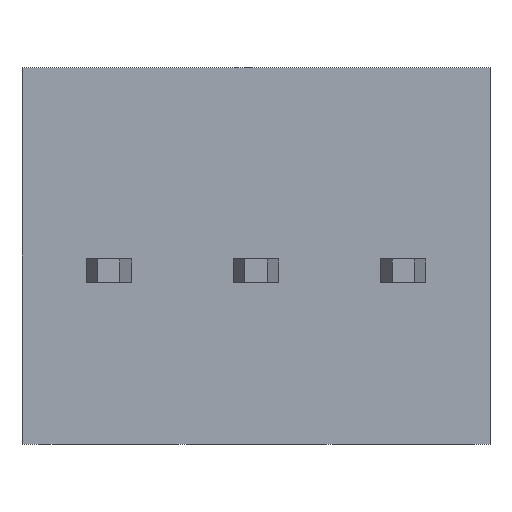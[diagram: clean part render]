
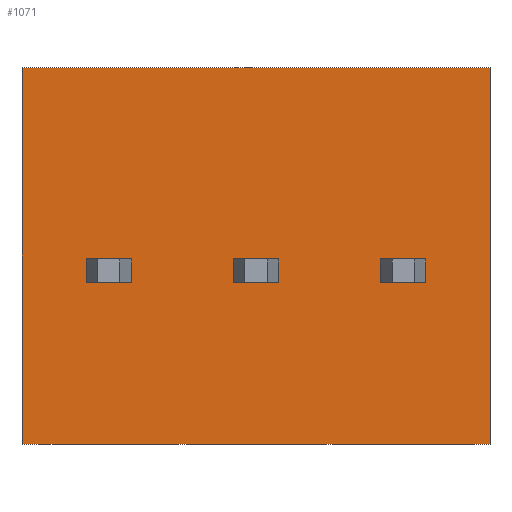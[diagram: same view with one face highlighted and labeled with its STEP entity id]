
A CAD part, front view. The second image highlights one B-rep face of the part: STEP entity #1071.
In plain terms, the highlighted planar face has unit normal (0, -1, 0).
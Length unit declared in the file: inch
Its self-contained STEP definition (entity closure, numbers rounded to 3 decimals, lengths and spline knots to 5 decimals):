
#10=DIRECTION('',(0.,0.,-1.));
#11=VECTOR('',#10,0.256);
#12=CARTESIAN_POINT('',(-0.159,0.,0.138));
#13=LINE('',#12,#11);
#92=DIRECTION('',(1.,0.,0.));
#93=VECTOR('',#92,0.318);
#94=CARTESIAN_POINT('',(-0.159,0.,-0.118));
#95=LINE('',#94,#93);
#144=DIRECTION('',(1.,0.,0.));
#145=VECTOR('',#144,0.318);
#146=CARTESIAN_POINT('',(-0.159,0.,0.138));
#147=LINE('',#146,#145);
#148=DIRECTION('',(1.,0.,0.));
#149=VECTOR('',#148,0.031);
#150=CARTESIAN_POINT('',(0.0845,0.,-0.008));
#151=LINE('',#150,#149);
#152=DIRECTION('',(0.,0.,1.));
#153=VECTOR('',#152,0.016);
#154=CARTESIAN_POINT('',(0.1155,0.,-0.008));
#155=LINE('',#154,#153);
#156=DIRECTION('',(1.,0.,0.));
#157=VECTOR('',#156,0.031);
#158=CARTESIAN_POINT('',(0.0845,0.,0.008));
#159=LINE('',#158,#157);
#160=DIRECTION('',(0.,0.,1.));
#161=VECTOR('',#160,0.016);
#162=CARTESIAN_POINT('',(0.0845,0.,-0.008));
#163=LINE('',#162,#161);
#164=DIRECTION('',(1.,0.,0.));
#165=VECTOR('',#164,0.031);
#166=CARTESIAN_POINT('',(-0.0155,0.,-0.008));
#167=LINE('',#166,#165);
#168=DIRECTION('',(0.,0.,1.));
#169=VECTOR('',#168,0.016);
#170=CARTESIAN_POINT('',(0.0155,0.,-0.008));
#171=LINE('',#170,#169);
#172=DIRECTION('',(1.,0.,0.));
#173=VECTOR('',#172,0.031);
#174=CARTESIAN_POINT('',(-0.0155,0.,0.008));
#175=LINE('',#174,#173);
#176=DIRECTION('',(0.,0.,1.));
#177=VECTOR('',#176,0.016);
#178=CARTESIAN_POINT('',(-0.0155,0.,-0.008));
#179=LINE('',#178,#177);
#180=DIRECTION('',(1.,0.,0.));
#181=VECTOR('',#180,0.031);
#182=CARTESIAN_POINT('',(-0.1155,0.,-0.008));
#183=LINE('',#182,#181);
#184=DIRECTION('',(0.,0.,1.));
#185=VECTOR('',#184,0.016);
#186=CARTESIAN_POINT('',(-0.0845,0.,-0.008));
#187=LINE('',#186,#185);
#188=DIRECTION('',(1.,0.,0.));
#189=VECTOR('',#188,0.031);
#190=CARTESIAN_POINT('',(-0.1155,0.,0.008));
#191=LINE('',#190,#189);
#192=DIRECTION('',(0.,0.,1.));
#193=VECTOR('',#192,0.016);
#194=CARTESIAN_POINT('',(-0.1155,0.,-0.008));
#195=LINE('',#194,#193);
#229=DIRECTION('',(0.,0.,-1.));
#230=VECTOR('',#229,0.256);
#231=CARTESIAN_POINT('',(0.159,0.,0.138));
#232=LINE('',#231,#230);
#655=CARTESIAN_POINT('',(-0.159,0.,0.138));
#656=CARTESIAN_POINT('',(-0.159,0.,-0.118));
#657=VERTEX_POINT('',#655);
#658=VERTEX_POINT('',#656);
#669=CARTESIAN_POINT('',(0.159,0.,0.138));
#670=CARTESIAN_POINT('',(0.159,0.,-0.118));
#671=VERTEX_POINT('',#669);
#672=VERTEX_POINT('',#670);
#727=CARTESIAN_POINT('',(0.0845,0.,-0.008));
#728=CARTESIAN_POINT('',(0.1155,0.,-0.008));
#729=VERTEX_POINT('',#727);
#730=VERTEX_POINT('',#728);
#731=CARTESIAN_POINT('',(0.0845,0.,0.008));
#732=CARTESIAN_POINT('',(0.1155,0.,0.008));
#733=VERTEX_POINT('',#731);
#734=VERTEX_POINT('',#732);
#735=CARTESIAN_POINT('',(-0.0155,0.,-0.008));
#736=CARTESIAN_POINT('',(0.0155,0.,-0.008));
#737=VERTEX_POINT('',#735);
#738=VERTEX_POINT('',#736);
#739=CARTESIAN_POINT('',(-0.0155,0.,0.008));
#740=CARTESIAN_POINT('',(0.0155,0.,0.008));
#741=VERTEX_POINT('',#739);
#742=VERTEX_POINT('',#740);
#807=CARTESIAN_POINT('',(-0.1155,0.,-0.008));
#808=CARTESIAN_POINT('',(-0.0845,0.,-0.008));
#809=VERTEX_POINT('',#807);
#810=VERTEX_POINT('',#808);
#811=CARTESIAN_POINT('',(-0.1155,0.,0.008));
#812=CARTESIAN_POINT('',(-0.0845,0.,0.008));
#813=VERTEX_POINT('',#811);
#814=VERTEX_POINT('',#812);
#1028=CARTESIAN_POINT('',(-0.159,0.,0.138));
#1029=DIRECTION('',(0.,-1.,0.));
#1030=DIRECTION('',(0.,0.,-1.));
#1031=AXIS2_PLACEMENT_3D('',#1028,#1029,#1030);
#1032=PLANE('',#1031);
#1033=ORIENTED_EDGE('',*,*,#864,.F.);
#1035=ORIENTED_EDGE('',*,*,#1034,.T.);
#1037=ORIENTED_EDGE('',*,*,#1036,.T.);
#1038=ORIENTED_EDGE('',*,*,#990,.F.);
#1039=EDGE_LOOP('',(#1033,#1035,#1037,#1038));
#1040=FACE_OUTER_BOUND('',#1039,.F.);
#1042=ORIENTED_EDGE('',*,*,#1041,.T.);
#1044=ORIENTED_EDGE('',*,*,#1043,.T.);
#1046=ORIENTED_EDGE('',*,*,#1045,.F.);
#1048=ORIENTED_EDGE('',*,*,#1047,.F.);
#1049=EDGE_LOOP('',(#1042,#1044,#1046,#1048));
#1050=FACE_BOUND('',#1049,.F.);
#1052=ORIENTED_EDGE('',*,*,#1051,.T.);
#1054=ORIENTED_EDGE('',*,*,#1053,.T.);
#1056=ORIENTED_EDGE('',*,*,#1055,.F.);
#1058=ORIENTED_EDGE('',*,*,#1057,.F.);
#1059=EDGE_LOOP('',(#1052,#1054,#1056,#1058));
#1060=FACE_BOUND('',#1059,.F.);
#1062=ORIENTED_EDGE('',*,*,#1061,.T.);
#1064=ORIENTED_EDGE('',*,*,#1063,.T.);
#1066=ORIENTED_EDGE('',*,*,#1065,.F.);
#1068=ORIENTED_EDGE('',*,*,#1067,.F.);
#1069=EDGE_LOOP('',(#1062,#1064,#1066,#1068));
#1070=FACE_BOUND('',#1069,.F.);
#1071=ADVANCED_FACE('',(#1040,#1050,#1060,#1070),#1032,.T.);
#864=EDGE_CURVE('',#657,#658,#13,.T.);
#990=EDGE_CURVE('',#658,#672,#95,.T.);
#1034=EDGE_CURVE('',#657,#671,#147,.T.);
#1036=EDGE_CURVE('',#671,#672,#232,.T.);
#1041=EDGE_CURVE('',#729,#730,#151,.T.);
#1043=EDGE_CURVE('',#730,#734,#155,.T.);
#1045=EDGE_CURVE('',#733,#734,#159,.T.);
#1047=EDGE_CURVE('',#729,#733,#163,.T.);
#1051=EDGE_CURVE('',#737,#738,#167,.T.);
#1053=EDGE_CURVE('',#738,#742,#171,.T.);
#1055=EDGE_CURVE('',#741,#742,#175,.T.);
#1057=EDGE_CURVE('',#737,#741,#179,.T.);
#1061=EDGE_CURVE('',#809,#810,#183,.T.);
#1063=EDGE_CURVE('',#810,#814,#187,.T.);
#1065=EDGE_CURVE('',#813,#814,#191,.T.);
#1067=EDGE_CURVE('',#809,#813,#195,.T.);
